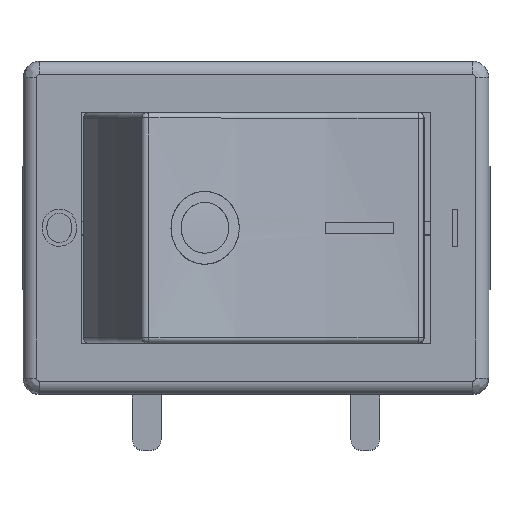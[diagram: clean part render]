
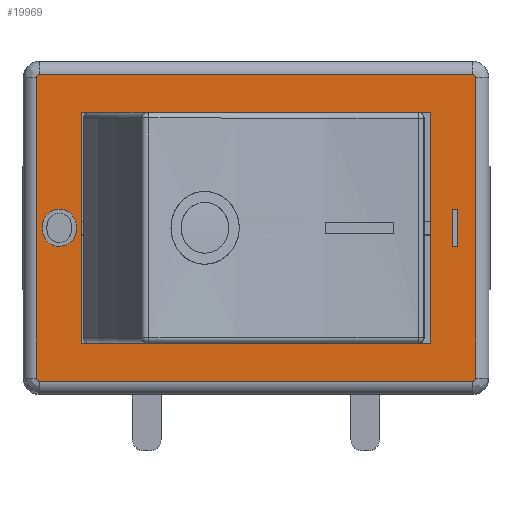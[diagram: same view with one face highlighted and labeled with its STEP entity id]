
A CAD part, top view. The second image highlights one B-rep face of the part: STEP entity #19969.
In plain terms, the highlighted planar face has unit normal (0, 0, 1).
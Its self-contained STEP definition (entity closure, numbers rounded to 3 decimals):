
#89=FACE_BOUND('',#2964,.T.);
#90=FACE_BOUND('',#2965,.T.);
#91=FACE_BOUND('',#2966,.T.);
#841=B_SPLINE_CURVE_WITH_KNOTS('',2,(#34308,#34309,#34310,#34311),
 .UNSPECIFIED.,.F.,.F.,(3,1,3),(0.,1.,2.),.UNSPECIFIED.);
#843=B_SPLINE_CURVE_WITH_KNOTS('',2,(#34325,#34326,#34327),
 .UNSPECIFIED.,.F.,.F.,(3,3),(0.,1.),.UNSPECIFIED.);
#845=B_SPLINE_CURVE_WITH_KNOTS('',2,(#34340,#34341,#34342),
 .UNSPECIFIED.,.F.,.F.,(3,3),(0.,1.),.UNSPECIFIED.);
#847=B_SPLINE_CURVE_WITH_KNOTS('',2,(#34355,#34356,#34357),
 .UNSPECIFIED.,.F.,.F.,(3,3),(0.,1.),.UNSPECIFIED.);
#849=B_SPLINE_CURVE_WITH_KNOTS('',2,(#34370,#34371,#34372),
 .UNSPECIFIED.,.F.,.F.,(3,3),(0.,1.),.UNSPECIFIED.);
#851=B_SPLINE_CURVE_WITH_KNOTS('',2,(#34385,#34386,#34387,#34388),
 .UNSPECIFIED.,.F.,.F.,(3,1,3),(0.,1.,2.),.UNSPECIFIED.);
#1842=FACE_OUTER_BOUND('',#2963,.T.);
#2963=EDGE_LOOP('',(#16862,#16863,#16864,#16865,#16866,#16867,#16868,#16869));
#2964=EDGE_LOOP('',(#16870,#16871,#16872,#16873));
#2965=EDGE_LOOP('',(#16874,#16875,#16876,#16877));
#2966=EDGE_LOOP('',(#16878,#16879,#16880,#16881,#16882,#16883));
#3452=CIRCLE('',#21015,0.15);
#3453=CIRCLE('',#21016,0.15);
#3454=CIRCLE('',#21017,0.15);
#3455=CIRCLE('',#21018,0.15);
#4985=LINE('',#34397,#7146);
#4989=LINE('',#34404,#7150);
#4992=LINE('',#34410,#7153);
#4994=LINE('',#34413,#7155);
#4995=LINE('',#34418,#7156);
#4996=LINE('',#34422,#7157);
#4997=LINE('',#34426,#7158);
#4998=LINE('',#34430,#7159);
#4999=LINE('',#34434,#7160);
#5000=LINE('',#34436,#7161);
#5001=LINE('',#34438,#7162);
#5002=LINE('',#34439,#7163);
#7146=VECTOR('',#24248,10.);
#7150=VECTOR('',#24254,10.);
#7153=VECTOR('',#24259,10.);
#7155=VECTOR('',#24263,10.);
#7156=VECTOR('',#24268,10.);
#7157=VECTOR('',#24271,10.);
#7158=VECTOR('',#24274,10.);
#7159=VECTOR('',#24277,10.);
#7160=VECTOR('',#24280,10.);
#7161=VECTOR('',#24281,10.);
#7162=VECTOR('',#24282,10.);
#7163=VECTOR('',#24283,10.);
#9217=VERTEX_POINT('',#34305);
#9218=VERTEX_POINT('',#34307);
#9220=VERTEX_POINT('',#34323);
#9222=VERTEX_POINT('',#34338);
#9224=VERTEX_POINT('',#34353);
#9226=VERTEX_POINT('',#34368);
#9229=VERTEX_POINT('',#34394);
#9230=VERTEX_POINT('',#34396);
#9232=VERTEX_POINT('',#34402);
#9234=VERTEX_POINT('',#34408);
#9235=VERTEX_POINT('',#34416);
#9236=VERTEX_POINT('',#34417);
#9237=VERTEX_POINT('',#34419);
#9238=VERTEX_POINT('',#34421);
#9239=VERTEX_POINT('',#34423);
#9240=VERTEX_POINT('',#34425);
#9241=VERTEX_POINT('',#34427);
#9242=VERTEX_POINT('',#34429);
#9243=VERTEX_POINT('',#34432);
#9244=VERTEX_POINT('',#34433);
#9245=VERTEX_POINT('',#34435);
#9246=VERTEX_POINT('',#34437);
#11854=EDGE_CURVE('',#9218,#9217,#841,.T.);
#11858=EDGE_CURVE('',#9217,#9220,#843,.T.);
#11861=EDGE_CURVE('',#9220,#9222,#845,.T.);
#11864=EDGE_CURVE('',#9222,#9224,#847,.T.);
#11867=EDGE_CURVE('',#9224,#9226,#849,.T.);
#11869=EDGE_CURVE('',#9226,#9218,#851,.T.);
#11872=EDGE_CURVE('',#9230,#9229,#4985,.T.);
#11876=EDGE_CURVE('',#9229,#9232,#4989,.T.);
#11879=EDGE_CURVE('',#9232,#9234,#4992,.T.);
#11881=EDGE_CURVE('',#9234,#9230,#4994,.T.);
#11882=EDGE_CURVE('',#9235,#9236,#4995,.T.);
#11883=EDGE_CURVE('',#9237,#9235,#3452,.T.);
#11884=EDGE_CURVE('',#9238,#9237,#4996,.T.);
#11885=EDGE_CURVE('',#9239,#9238,#3453,.T.);
#11886=EDGE_CURVE('',#9240,#9239,#4997,.T.);
#11887=EDGE_CURVE('',#9241,#9240,#3454,.T.);
#11888=EDGE_CURVE('',#9242,#9241,#4998,.T.);
#11889=EDGE_CURVE('',#9236,#9242,#3455,.T.);
#11890=EDGE_CURVE('',#9243,#9244,#4999,.T.);
#11891=EDGE_CURVE('',#9244,#9245,#5000,.T.);
#11892=EDGE_CURVE('',#9245,#9246,#5001,.T.);
#11893=EDGE_CURVE('',#9246,#9243,#5002,.T.);
#16862=ORIENTED_EDGE('',*,*,#11882,.F.);
#16863=ORIENTED_EDGE('',*,*,#11883,.F.);
#16864=ORIENTED_EDGE('',*,*,#11884,.F.);
#16865=ORIENTED_EDGE('',*,*,#11885,.F.);
#16866=ORIENTED_EDGE('',*,*,#11886,.F.);
#16867=ORIENTED_EDGE('',*,*,#11887,.F.);
#16868=ORIENTED_EDGE('',*,*,#11888,.F.);
#16869=ORIENTED_EDGE('',*,*,#11889,.F.);
#16870=ORIENTED_EDGE('',*,*,#11890,.T.);
#16871=ORIENTED_EDGE('',*,*,#11891,.T.);
#16872=ORIENTED_EDGE('',*,*,#11892,.T.);
#16873=ORIENTED_EDGE('',*,*,#11893,.T.);
#16874=ORIENTED_EDGE('',*,*,#11872,.T.);
#16875=ORIENTED_EDGE('',*,*,#11876,.T.);
#16876=ORIENTED_EDGE('',*,*,#11879,.T.);
#16877=ORIENTED_EDGE('',*,*,#11881,.T.);
#16878=ORIENTED_EDGE('',*,*,#11854,.T.);
#16879=ORIENTED_EDGE('',*,*,#11858,.T.);
#16880=ORIENTED_EDGE('',*,*,#11861,.T.);
#16881=ORIENTED_EDGE('',*,*,#11864,.T.);
#16882=ORIENTED_EDGE('',*,*,#11867,.T.);
#16883=ORIENTED_EDGE('',*,*,#11869,.T.);
#18978=PLANE('',#21014);
#19969=ADVANCED_FACE('',(#1842,#89,#90,#91),#18978,.T.);
#21014=AXIS2_PLACEMENT_3D('',#34415,#24266,#24267);
#21015=AXIS2_PLACEMENT_3D('',#34420,#24269,#24270);
#21016=AXIS2_PLACEMENT_3D('',#34424,#24272,#24273);
#21017=AXIS2_PLACEMENT_3D('',#34428,#24275,#24276);
#21018=AXIS2_PLACEMENT_3D('',#34431,#24278,#24279);
#24248=DIRECTION('',(1.,0.,0.));
#24254=DIRECTION('',(0.,-1.,0.));
#24259=DIRECTION('',(-1.,0.,0.));
#24263=DIRECTION('',(0.,1.,0.));
#24266=DIRECTION('center_axis',(0.,0.,
1.));
#24267=DIRECTION('ref_axis',(1.,0.,0.));
#24268=DIRECTION('',(0.,1.,0.));
#24269=DIRECTION('center_axis',(0.,0.,
-1.));
#24270=DIRECTION('ref_axis',(-0.707,-0.707,0.));
#24271=DIRECTION('',(-1.,0.,0.));
#24272=DIRECTION('center_axis',(0.,0.,
-1.));
#24273=DIRECTION('ref_axis',(0.707,-0.707,0.));
#24274=DIRECTION('',(0.,-1.,0.));
#24275=DIRECTION('center_axis',(0.,0.,
-1.));
#24276=DIRECTION('ref_axis',(0.707,0.707,0.));
#24277=DIRECTION('',(1.,0.,0.));
#24278=DIRECTION('center_axis',(0.,0.,
-1.));
#24279=DIRECTION('ref_axis',(-0.707,0.707,0.));
#24280=DIRECTION('',(0.,-1.,0.));
#24281=DIRECTION('',(-1.,0.,0.));
#24282=DIRECTION('',(0.,1.,0.));
#24283=DIRECTION('',(1.,0.,0.));
#34305=CARTESIAN_POINT('',(-9.681,0.005,16.));
#34307=CARTESIAN_POINT('',(-8.915,-0.831,16.));
#34308=CARTESIAN_POINT('Ctrl Pts',(-8.915,-0.831,
16.));
#34309=CARTESIAN_POINT('Ctrl Pts',(-9.258,-0.831,
16.));
#34310=CARTESIAN_POINT('Ctrl Pts',(-9.681,-0.368,
16.));
#34311=CARTESIAN_POINT('Ctrl Pts',(-9.681,0.005,
16.));
#34323=CARTESIAN_POINT('',(-9.488,0.596,16.));
#34325=CARTESIAN_POINT('Ctrl Pts',(-9.681,0.005,
16.));
#34326=CARTESIAN_POINT('Ctrl Pts',(-9.681,0.365,
16.));
#34327=CARTESIAN_POINT('Ctrl Pts',(-9.488,0.596,
16.));
#34338=CARTESIAN_POINT('',(-8.913,0.841,16.));
#34340=CARTESIAN_POINT('Ctrl Pts',(-9.488,0.596,
16.));
#34341=CARTESIAN_POINT('Ctrl Pts',(-9.277,0.841,
16.));
#34342=CARTESIAN_POINT('Ctrl Pts',(-8.913,0.841,
16.));
#34353=CARTESIAN_POINT('',(-8.329,0.587,16.));
#34355=CARTESIAN_POINT('Ctrl Pts',(-8.913,0.841,
16.));
#34356=CARTESIAN_POINT('Ctrl Pts',(-8.542,0.841,
16.));
#34357=CARTESIAN_POINT('Ctrl Pts',(-8.329,0.587,
16.));
#34368=CARTESIAN_POINT('',(-8.136,-0.009,16.));
#34370=CARTESIAN_POINT('Ctrl Pts',(-8.329,0.587,
16.));
#34371=CARTESIAN_POINT('Ctrl Pts',(-8.136,0.355,16.));
#34372=CARTESIAN_POINT('Ctrl Pts',(-8.136,-0.009,
16.));
#34385=CARTESIAN_POINT('Ctrl Pts',(-8.136,-0.009,
16.));
#34386=CARTESIAN_POINT('Ctrl Pts',(-8.136,-0.377,
16.));
#34387=CARTESIAN_POINT('Ctrl Pts',(-8.564,-0.831,
16.));
#34388=CARTESIAN_POINT('Ctrl Pts',(-8.915,-0.831,
16.));
#34394=CARTESIAN_POINT('',(9.129,0.836,16.));
#34396=CARTESIAN_POINT('',(8.881,0.836,16.));
#34397=CARTESIAN_POINT('',(4.441,0.836,16.));
#34402=CARTESIAN_POINT('',(9.129,-0.864,16.));
#34404=CARTESIAN_POINT('',(9.129,0.418,16.));
#34408=CARTESIAN_POINT('',(8.881,-0.864,16.));
#34410=CARTESIAN_POINT('',(4.564,-0.864,16.));
#34413=CARTESIAN_POINT('',(8.881,-0.432,16.));
#34415=CARTESIAN_POINT('Origin',(0.,0.,
16.));
#34416=CARTESIAN_POINT('',(-9.95,-6.8,16.));
#34417=CARTESIAN_POINT('',(-9.95,6.8,16.));
#34418=CARTESIAN_POINT('',(-9.95,-3.4,16.));
#34419=CARTESIAN_POINT('',(-9.8,-6.95,16.));
#34420=CARTESIAN_POINT('Origin',(-9.8,-6.8,16.));
#34421=CARTESIAN_POINT('',(9.8,-6.95,16.));
#34422=CARTESIAN_POINT('',(4.9,-6.95,16.));
#34423=CARTESIAN_POINT('',(9.95,-6.8,16.));
#34424=CARTESIAN_POINT('Origin',(9.8,-6.8,16.));
#34425=CARTESIAN_POINT('',(9.95,6.8,16.));
#34426=CARTESIAN_POINT('',(9.95,3.4,16.));
#34427=CARTESIAN_POINT('',(9.8,6.95,16.));
#34428=CARTESIAN_POINT('Origin',(9.8,6.8,16.));
#34429=CARTESIAN_POINT('',(-9.8,6.95,16.));
#34430=CARTESIAN_POINT('',(-4.9,6.95,16.));
#34431=CARTESIAN_POINT('Origin',(-9.8,6.8,16.));
#34432=CARTESIAN_POINT('',(7.9,5.25,16.));
#34433=CARTESIAN_POINT('',(7.9,-5.25,16.));
#34434=CARTESIAN_POINT('',(7.9,-2.625,16.));
#34435=CARTESIAN_POINT('',(-7.9,-5.25,16.));
#34436=CARTESIAN_POINT('',(-3.95,-5.25,16.));
#34437=CARTESIAN_POINT('',(-7.9,5.25,16.));
#34438=CARTESIAN_POINT('',(-7.9,2.625,16.));
#34439=CARTESIAN_POINT('',(3.95,5.25,16.));
